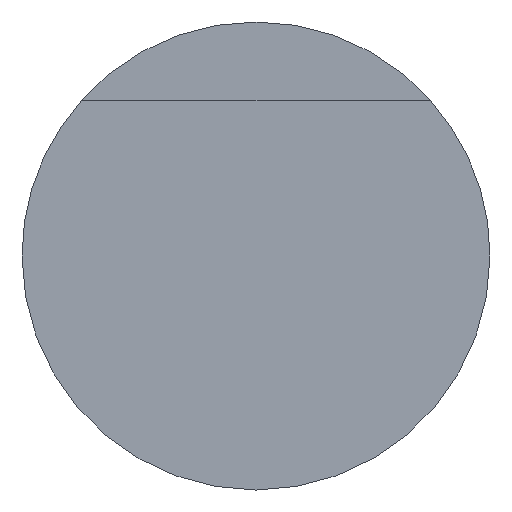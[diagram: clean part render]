
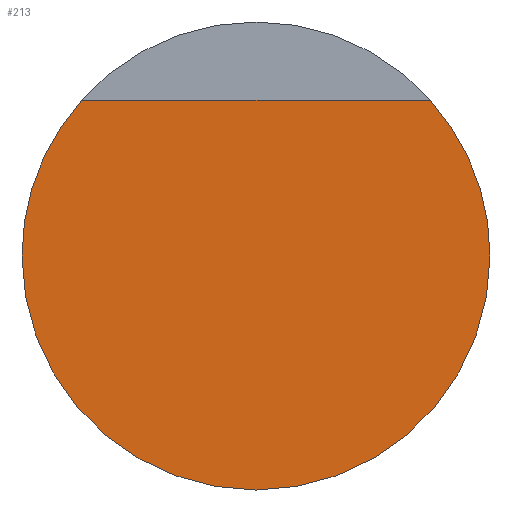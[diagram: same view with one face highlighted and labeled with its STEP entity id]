
A CAD part, left-side view. The second image highlights one B-rep face of the part: STEP entity #213.
In plain terms, the highlighted planar face has unit normal (-1, 0, 0).
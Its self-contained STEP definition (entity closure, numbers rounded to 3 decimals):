
#62=AXIS2_PLACEMENT_3D('Circle Axis2P3D',#60,#61,$) ;
#151=AXIS2_PLACEMENT_3D('Circle Axis2P3D',#149,#150,$) ;
#158=AXIS2_PLACEMENT_3D('Circle Axis2P3D',#156,#157,$) ;
#200=AXIS2_PLACEMENT_3D('Plane Axis2P3D',#197,#198,#199) ;
#43=CARTESIAN_POINT('Vertex',(42.079,-259.929,914.492)) ;
#57=CARTESIAN_POINT('Vertex',(42.079,-271.929,914.492)) ;
#60=CARTESIAN_POINT('Axis2P3D Location',(42.079,-265.929,914.492)) ;
#149=CARTESIAN_POINT('Axis2P3D Location',(42.079,-265.929,914.492)) ;
#153=CARTESIAN_POINT('Vertex',(42.079,-270.401,918.492)) ;
#156=CARTESIAN_POINT('Axis2P3D Location',(42.079,-265.929,914.492)) ;
#160=CARTESIAN_POINT('Vertex',(42.079,-261.457,918.492)) ;
#197=CARTESIAN_POINT('Axis2P3D Location',(42.079,0.,0.)) ;
#202=CARTESIAN_POINT('Line Origine',(42.079,-265.929,918.492)) ;
#61=DIRECTION('Axis2P3D Direction',(-1.,0.,0.)) ;
#150=DIRECTION('Axis2P3D Direction',(-1.,0.,0.)) ;
#157=DIRECTION('Axis2P3D Direction',(-1.,0.,0.)) ;
#198=DIRECTION('Axis2P3D Direction',(-1.,0.,0.)) ;
#199=DIRECTION('Axis2P3D XDirection',(0.,-1.,0.)) ;
#203=DIRECTION('Vector Direction',(0.,-1.,0.)) ;
#204=VECTOR('Line Direction',#203,1.) ;
#208=ORIENTED_EDGE('',*,*,#162,.T.) ;
#209=ORIENTED_EDGE('',*,*,#64,.T.) ;
#210=ORIENTED_EDGE('',*,*,#155,.T.) ;
#211=ORIENTED_EDGE('',*,*,#206,.T.) ;
#213=ADVANCED_FACE('PartBody',(#212),#201,.T.) ;
#63=CIRCLE('generated circle',#62,6.) ;
#152=CIRCLE('generated circle',#151,6.) ;
#159=CIRCLE('generated circle',#158,6.) ;
#64=EDGE_CURVE('',#44,#58,#63,.T.) ;
#155=EDGE_CURVE('',#58,#154,#152,.T.) ;
#162=EDGE_CURVE('',#161,#44,#159,.T.) ;
#206=EDGE_CURVE('',#154,#161,#205,.F.) ;
#207=EDGE_LOOP('',(#208,#209,#210,#211)) ;
#212=FACE_OUTER_BOUND('',#207,.T.) ;
#205=LINE('Line',#202,#204) ;
#201=PLANE('',#200) ;
#44=VERTEX_POINT('',#43) ;
#58=VERTEX_POINT('',#57) ;
#154=VERTEX_POINT('',#153) ;
#161=VERTEX_POINT('',#160) ;
